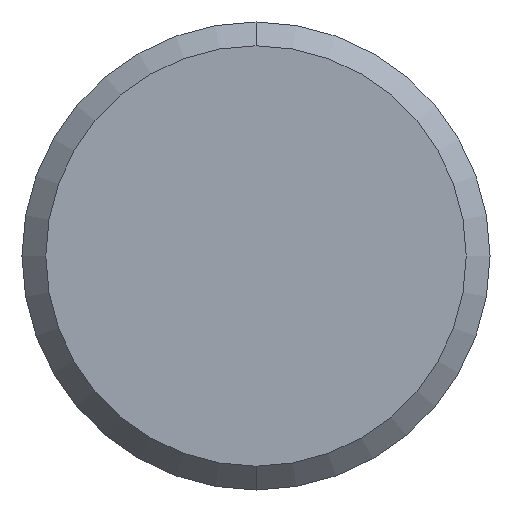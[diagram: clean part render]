
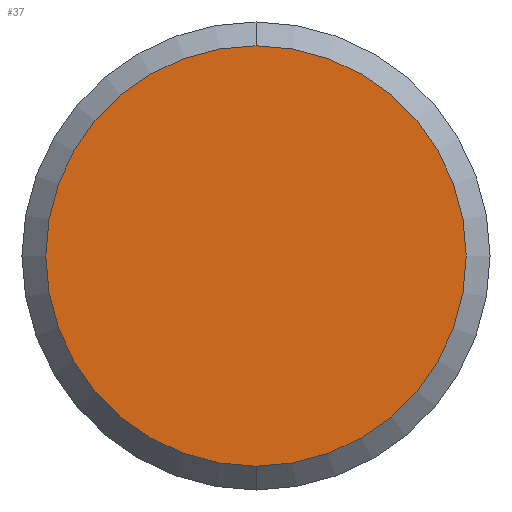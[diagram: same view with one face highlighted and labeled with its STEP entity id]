
A CAD part, front view. The second image highlights one B-rep face of the part: STEP entity #37.
In plain terms, the highlighted planar face has unit normal (0, -1, 0).
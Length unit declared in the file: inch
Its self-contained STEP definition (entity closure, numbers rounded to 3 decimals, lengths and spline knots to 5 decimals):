
#8 = PLANE ( 'NONE',  #190 ) ;
#37 = ADVANCED_FACE ( 'NONE', ( #276 ), #8, .F. ) ;
#40 = DIRECTION ( 'NONE',  ( 0., 1., 0. ) ) ;
#62 = CIRCLE ( 'NONE', #141, 0.17675 ) ;
#92 = CARTESIAN_POINT ( 'NONE',  ( 0., 0., 0. ) ) ;
#95 = DIRECTION ( 'NONE',  ( 0., 0., 1. ) ) ;
#107 = VERTEX_POINT ( 'NONE', #265 ) ;
#117 = CARTESIAN_POINT ( 'NONE',  ( 0., 0., 0. ) ) ;
#137 = AXIS2_PLACEMENT_3D ( 'NONE', #189, #204, #230 ) ;
#141 = AXIS2_PLACEMENT_3D ( 'NONE', #92, #263, #201 ) ;
#189 = CARTESIAN_POINT ( 'NONE',  ( 0., 0., 0. ) ) ;
#190 = AXIS2_PLACEMENT_3D ( 'NONE', #117, #40, #95 ) ;
#194 = ORIENTED_EDGE ( 'NONE', *, *, #241, .T. ) ;
#195 = EDGE_CURVE ( 'NONE', #229, #107, #62, .T. ) ;
#198 = EDGE_LOOP ( 'NONE', ( #274, #194 ) ) ;
#200 = CARTESIAN_POINT ( 'NONE',  ( 0., 0., 0.17675 ) ) ;
#201 = DIRECTION ( 'NONE',  ( 0., 0., 1. ) ) ;
#204 = DIRECTION ( 'NONE',  ( 0., -1., 0. ) ) ;
#212 = CIRCLE ( 'NONE', #137, 0.17675 ) ;
#229 = VERTEX_POINT ( 'NONE', #200 ) ;
#230 = DIRECTION ( 'NONE',  ( 0., 0., 1. ) ) ;
#241 = EDGE_CURVE ( 'NONE', #107, #229, #212, .T. ) ;
#263 = DIRECTION ( 'NONE',  ( 0., -1., 0. ) ) ;
#265 = CARTESIAN_POINT ( 'NONE',  ( 0., 0., -0.17675 ) ) ;
#274 = ORIENTED_EDGE ( 'NONE', *, *, #195, .T. ) ;
#276 = FACE_OUTER_BOUND ( 'NONE', #198, .T. ) ;
